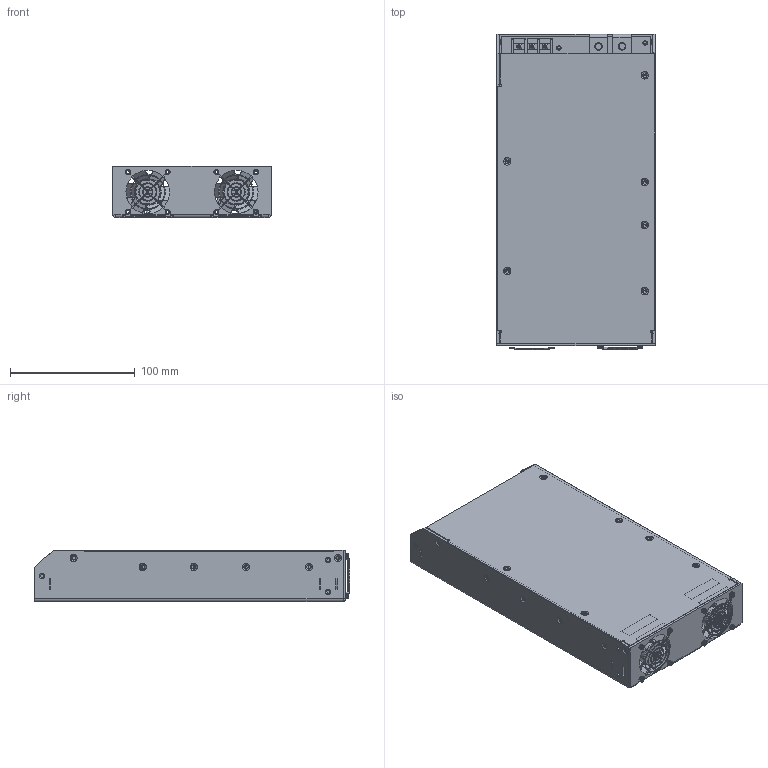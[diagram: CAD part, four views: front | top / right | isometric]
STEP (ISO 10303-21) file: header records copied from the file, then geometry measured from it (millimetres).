
FILE_DESCRIPTION(/* description */ (''),/* implementation_level */ '2;1');
FILE_NAME(/* name */ 'MPC750.stp',/* time_stamp */ '2023-07-20T18:32:13+08:00',/* author */ (''),/* organization */ (''),/* preprocessor_version */ 'ST-DEVELOPER v19.3',/* originating_system */ 'SIEMENS PLM Software NX2212.3001',/* authorisation */ '');
FILE_SCHEMA (('AP203_CONFIGURATION_CONTROLLED_3D_DESIGN_OF_MECHANICAL_PARTS_AND_ASSEMBLIES_MIM_LF { 1 0 10303 403 2 1 2}'));
Length unit declared in the file: millimetre
Products named in the file (22): FAN; FAN_A; M3-10L_S_J_S_0_X2_02DC_X-354520; M3-10L_S_J_S_0_X2_02DC_X-352710; FF_1_1_1_1_1; CASE; M3-10L_S_J_S_0_X2_02DC_X-257850; PCB; MOS; HS3; HS2; PCB_1; HS1; 26D77668-81B1-466B-87E3-FC1E3B3698CD; 26D77668-81B1-466B-87E3-FC1E3B3698CD555890; 26D77668-81B1-466B-87E3-FC1E3B3698CD.1; BASE.ASM; FAN-ALL_1.ASM; FAN_1.ASM; 952.ASM; kt.stp; MPC750_stp
Assembly tree (30 placements, depth 6):
  MPC750_stp
    kt.stp
      952.ASM
        FAN-ALL_1.ASM
          FAN_A
          FAN
        HS1
        PCB_1
        HS2
        HS3
        MOS
        FAN_1.ASM
          FAN-ALL_1.ASM  x2
            FAN_A
            FAN
        PCB
      BASE.ASM
        M3-10L_S_J_S_0_X2_02DC_X-257850  x5
        CASE
        FF_1_1_1_1_1  x3
        M3-10L_S_J_S_0_X2_02DC_X-352710
        M3-10L_S_J_S_0_X2_02DC_X-354520
    26D77668-81B1-466B-87E3-FC1E3B3698CD.1
      26D77668-81B1-466B-87E3-FC1E3B3698CD
    26D77668-81B1-466B-87E3-FC1E3B3698CD555890
      26D77668-81B1-466B-87E3-FC1E3B3698CD
Bounding box: 127 x 253.17 x 41 mm (x, y, z)
Volume: 246003.2 mm3; surface area: 292432.2 mm2
Topology: 18 solids, 18 shells, 2240 faces, 6054 edges, 3938 vertices
Faces by surface type: plane 1195, cylinder 747, torus 190, cone 108
Entity records: 59830 total; most frequent: CARTESIAN_POINT 10334, DIRECTION 9949, ORIENTED_EDGE 9504, EDGE_CURVE 4752, AXIS2_PLACEMENT_3D 3509, VERTEX_POINT 3084, LINE 2931, VECTOR 2931
